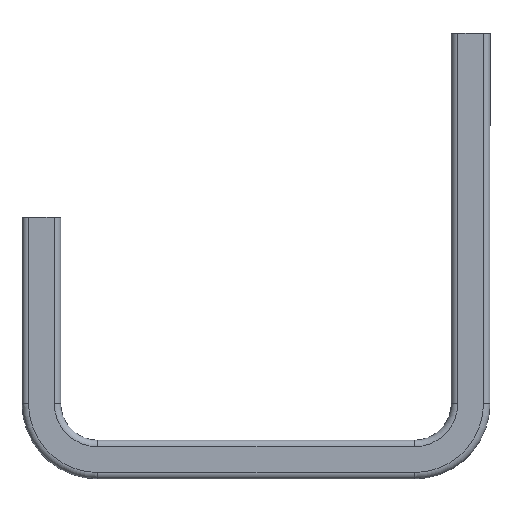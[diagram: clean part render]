
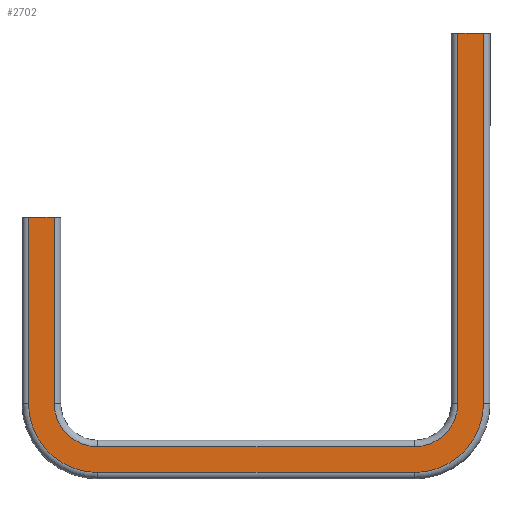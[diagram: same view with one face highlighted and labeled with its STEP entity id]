
A CAD part, left-side view. The second image highlights one B-rep face of the part: STEP entity #2702.
In plain terms, the highlighted planar face has unit normal (-1, 0, 0).
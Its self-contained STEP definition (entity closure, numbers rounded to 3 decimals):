
#169 = CARTESIAN_POINT ( 'NONE',  ( -20.5, -215.5, 100. ) ) ;
#180 = CARTESIAN_POINT ( 'NONE',  ( -20.5, 3.5, -101. ) ) ;
#185 = CARTESIAN_POINT ( 'NONE',  ( -20.5, -192., -124.5 ) ) ;
#187 = CARTESIAN_POINT ( 'NONE',  ( -20.5, -20., -138.5 ) ) ;
#188 = CARTESIAN_POINT ( 'NONE',  ( -20.5, -192., -138.5 ) ) ;
#222 = CARTESIAN_POINT ( 'NONE',  ( -20.5, -20., -124.5 ) ) ;
#223 = CARTESIAN_POINT ( 'NONE',  ( -20.5, -229.5, -101. ) ) ;
#233 = CARTESIAN_POINT ( 'NONE',  ( -20.5, -229.5, 100. ) ) ;
#236 = CARTESIAN_POINT ( 'NONE',  ( -20.5, 17.5, -101. ) ) ;
#237 = CARTESIAN_POINT ( 'NONE',  ( -20.5, 3.5, 0. ) ) ;
#253 = CARTESIAN_POINT ( 'NONE',  ( -20.5, 17.5, 0. ) ) ;
#267 = CARTESIAN_POINT ( 'NONE',  ( -20.5, -215.5, -101. ) ) ;
#532 = LINE ( 'NONE', #1713, #536 ) ;
#534 = CIRCLE ( 'NONE', #1761, 23.5 ) ;
#536 = VECTOR ( 'NONE', #1711, 1000. ) ;
#537 = LINE ( 'NONE', #1717, #539 ) ;
#538 = CIRCLE ( 'NONE', #1762, 23.5 ) ;
#539 = VECTOR ( 'NONE', #1712, 1000. ) ;
#540 = LINE ( 'NONE', #1718, #542 ) ;
#541 = LINE ( 'NONE', #1728, #544 ) ;
#542 = VECTOR ( 'NONE', #1719, 1000. ) ;
#543 = LINE ( 'NONE', #1730, #546 ) ;
#544 = VECTOR ( 'NONE', #1729, 1000. ) ;
#545 = CIRCLE ( 'NONE', #1763, 37.5 ) ;
#546 = VECTOR ( 'NONE', #1731, 1000. ) ;
#547 = LINE ( 'NONE', #1723, #549 ) ;
#548 = CIRCLE ( 'NONE', #1764, 37.5 ) ;
#549 = VECTOR ( 'NONE', #1724, 1000. ) ;
#550 = LINE ( 'NONE', #1732, #552 ) ;
#552 = VECTOR ( 'NONE', #1733, 1000. ) ;
#751 = LINE ( 'NONE', #2525, #761 ) ;
#761 = VECTOR ( 'NONE', #2517, 1000. ) ;
#924 = FACE_OUTER_BOUND ( 'NONE', #3398, .T. ) ;
#1711 = DIRECTION ( 'NONE',  ( 0., 0., -1. ) ) ;
#1712 = DIRECTION ( 'NONE',  ( 0., 1., 0. ) ) ;
#1713 = CARTESIAN_POINT ( 'NONE',  ( -20.5, -215.5, -101. ) ) ;
#1717 = CARTESIAN_POINT ( 'NONE',  ( -20.5, 195.778, -124.5 ) ) ;
#1718 = CARTESIAN_POINT ( 'NONE',  ( -20.5, 3.5, 0. ) ) ;
#1719 = DIRECTION ( 'NONE',  ( 0., 0., 1. ) ) ;
#1720 = CARTESIAN_POINT ( 'NONE',  ( -20.5, -192., -101. ) ) ;
#1721 = DIRECTION ( 'NONE',  ( 1., 0., 0. ) ) ;
#1722 = DIRECTION ( 'NONE',  ( 0., 1., 0. ) ) ;
#1723 = CARTESIAN_POINT ( 'NONE',  ( -20.5, -20., -138.5 ) ) ;
#1724 = DIRECTION ( 'NONE',  ( 0., -1., 0. ) ) ;
#1725 = CARTESIAN_POINT ( 'NONE',  ( -20.5, -20., -101. ) ) ;
#1726 = DIRECTION ( 'NONE',  ( 1., 0., 0. ) ) ;
#1727 = DIRECTION ( 'NONE',  ( 0., 1., 0. ) ) ;
#1728 = CARTESIAN_POINT ( 'NONE',  ( -20.5, -215.509, 0. ) ) ;
#1729 = DIRECTION ( 'NONE',  ( 0., 1., 0. ) ) ;
#1730 = CARTESIAN_POINT ( 'NONE',  ( -20.5, 17.5, -101. ) ) ;
#1731 = DIRECTION ( 'NONE',  ( 0., 0., 1. ) ) ;
#1732 = CARTESIAN_POINT ( 'NONE',  ( -20.5, -229.5, -101. ) ) ;
#1733 = DIRECTION ( 'NONE',  ( 0., 0., 1. ) ) ;
#1734 = CARTESIAN_POINT ( 'NONE',  ( -20.5, -20., -101. ) ) ;
#1735 = DIRECTION ( 'NONE',  ( -1., 0., 0. ) ) ;
#1736 = DIRECTION ( 'NONE',  ( 0., 0., 1. ) ) ;
#1739 = CARTESIAN_POINT ( 'NONE',  ( -20.5, -192., -101. ) ) ;
#1740 = DIRECTION ( 'NONE',  ( -1., 0., 0. ) ) ;
#1741 = DIRECTION ( 'NONE',  ( 0., 0., 1. ) ) ;
#1761 = AXIS2_PLACEMENT_3D ( 'NONE', #1720, #1721, #1722 ) ;
#1762 = AXIS2_PLACEMENT_3D ( 'NONE', #1725, #1726, #1727 ) ;
#1763 = AXIS2_PLACEMENT_3D ( 'NONE', #1734, #1735, #1736 ) ;
#1764 = AXIS2_PLACEMENT_3D ( 'NONE', #1739, #1740, #1741 ) ;
#2008 = EDGE_CURVE ( 'NONE', #4382, #4479, #532, .T. ) ;
#2009 = EDGE_CURVE ( 'NONE', #4479, #4395, #534, .T. ) ;
#2010 = EDGE_CURVE ( 'NONE', #4395, #4432, #537, .T. ) ;
#2011 = EDGE_CURVE ( 'NONE', #4432, #4390, #538, .T. ) ;
#2012 = EDGE_CURVE ( 'NONE', #4390, #4448, #540, .T. ) ;
#2013 = EDGE_CURVE ( 'NONE', #4448, #4464, #541, .T. ) ;
#2014 = EDGE_CURVE ( 'NONE', #4447, #4464, #543, .T. ) ;
#2015 = EDGE_CURVE ( 'NONE', #4447, #4397, #545, .T. ) ;
#2016 = EDGE_CURVE ( 'NONE', #4397, #4398, #547, .T. ) ;
#2017 = EDGE_CURVE ( 'NONE', #4398, #4433, #548, .T. ) ;
#2018 = EDGE_CURVE ( 'NONE', #4433, #4444, #550, .T. ) ;
#2063 = EDGE_CURVE ( 'NONE', #4382, #4444, #751, .T. ) ;
#2517 = DIRECTION ( 'NONE',  ( 0., -1., 0. ) ) ;
#2525 = CARTESIAN_POINT ( 'NONE',  ( -20.5, 195.778, 100. ) ) ;
#2702 = ADVANCED_FACE ( 'NONE', ( #924 ), #3501, .F. ) ;
#3398 = EDGE_LOOP ( 'NONE', ( #4204, #4203, #4202, #4201, #4200, #4199, #4198, #4197, #4196, #4195, #4194, #4193 ) ) ;
#3496 = CARTESIAN_POINT ( 'NONE',  ( -20.5, 195.778, -101. ) ) ;
#3501 = PLANE ( 'NONE',  #4255 ) ;
#3504 = DIRECTION ( 'NONE',  ( 1., 0., 0. ) ) ;
#3505 = DIRECTION ( 'NONE',  ( 0., -1., 0. ) ) ;
#4193 = ORIENTED_EDGE ( 'NONE', *, *, #2018, .T. ) ;
#4194 = ORIENTED_EDGE ( 'NONE', *, *, #2017, .T. ) ;
#4195 = ORIENTED_EDGE ( 'NONE', *, *, #2016, .T. ) ;
#4196 = ORIENTED_EDGE ( 'NONE', *, *, #2015, .T. ) ;
#4197 = ORIENTED_EDGE ( 'NONE', *, *, #2014, .F. ) ;
#4198 = ORIENTED_EDGE ( 'NONE', *, *, #2013, .T. ) ;
#4199 = ORIENTED_EDGE ( 'NONE', *, *, #2012, .T. ) ;
#4200 = ORIENTED_EDGE ( 'NONE', *, *, #2011, .T. ) ;
#4201 = ORIENTED_EDGE ( 'NONE', *, *, #2010, .T. ) ;
#4202 = ORIENTED_EDGE ( 'NONE', *, *, #2009, .T. ) ;
#4203 = ORIENTED_EDGE ( 'NONE', *, *, #2008, .T. ) ;
#4204 = ORIENTED_EDGE ( 'NONE', *, *, #2063, .F. ) ;
#4255 = AXIS2_PLACEMENT_3D ( 'NONE', #3496, #3504, #3505 ) ;
#4382 = VERTEX_POINT ( 'NONE', #169 ) ;
#4390 = VERTEX_POINT ( 'NONE', #180 ) ;
#4395 = VERTEX_POINT ( 'NONE', #185 ) ;
#4397 = VERTEX_POINT ( 'NONE', #187 ) ;
#4398 = VERTEX_POINT ( 'NONE', #188 ) ;
#4432 = VERTEX_POINT ( 'NONE', #222 ) ;
#4433 = VERTEX_POINT ( 'NONE', #223 ) ;
#4444 = VERTEX_POINT ( 'NONE', #233 ) ;
#4447 = VERTEX_POINT ( 'NONE', #236 ) ;
#4448 = VERTEX_POINT ( 'NONE', #237 ) ;
#4464 = VERTEX_POINT ( 'NONE', #253 ) ;
#4479 = VERTEX_POINT ( 'NONE', #267 ) ;
